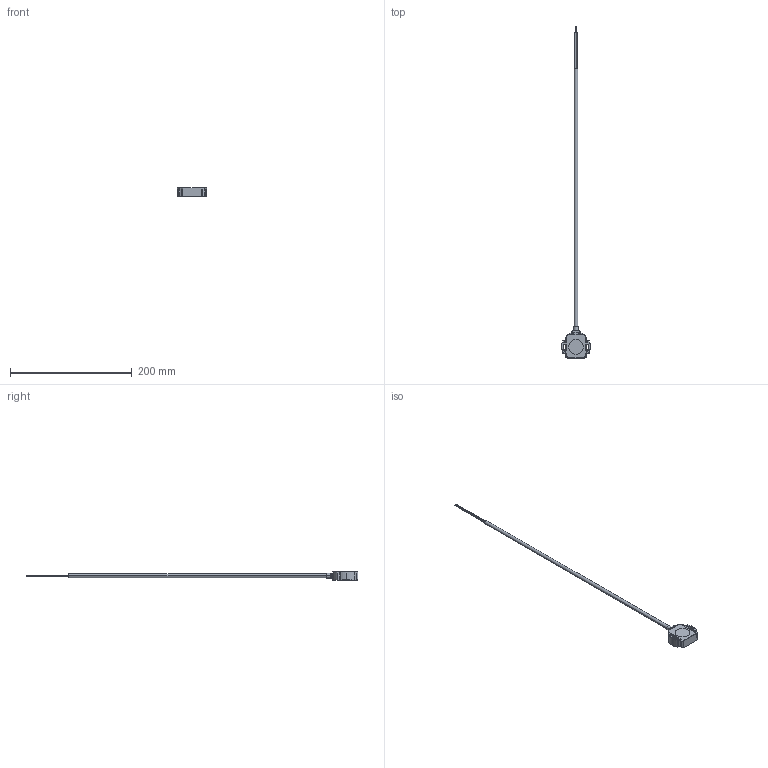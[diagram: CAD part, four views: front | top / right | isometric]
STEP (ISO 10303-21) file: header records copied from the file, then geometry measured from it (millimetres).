
FILE_DESCRIPTION (( 'STEP AP214' ), '1' );
FILE_NAME ('RFC_4851-___-___-201.STEP', '2018-03-26T08:15:28', ( '' ), ( '' ), 'SwSTEP 2.0', 'SolidWorks 2017', '' );
FILE_SCHEMA (( 'AUTOMOTIVE_DESIGN' ));
Length unit declared in the file: millimetre
Products named in the file (1): RFC_4851-___-___-201
Bounding box: 47.6 x 544.7 x 13.8 mm (x, y, z)
Surface area: 15681.8 mm2 (no closed solid volume)
Topology: 0 solids, 8 shells, 103 faces, 391 edges, 291 vertices
Faces by surface type: cylinder 63, plane 34, torus 6
Entity records: 5402 total; most frequent: CARTESIAN_POINT 858, DIRECTION 762, ORIENTED_EDGE 617, EDGE_CURVE 391, VERTEX_POINT 291, AXIS2_PLACEMENT_3D 277, LINE 208, VECTOR 208
